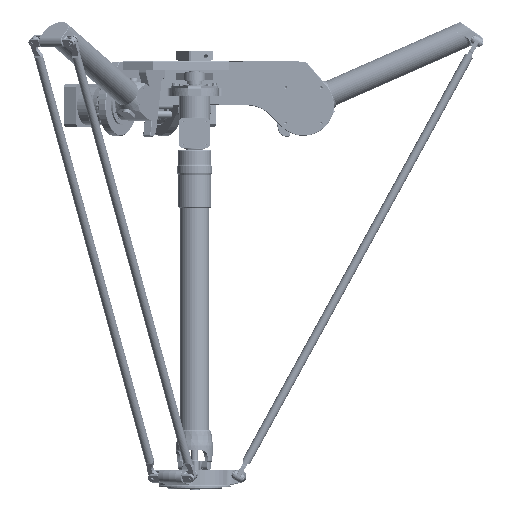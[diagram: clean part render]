
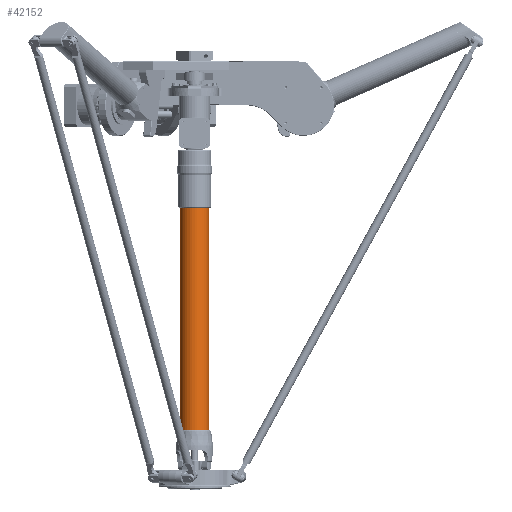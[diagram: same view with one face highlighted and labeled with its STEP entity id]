
A CAD part, front view. The second image highlights one B-rep face of the part: STEP entity #42152.
In plain terms, the highlighted cylindrical face has radius 33.5 mm (diameter 67 mm), a full revolution.
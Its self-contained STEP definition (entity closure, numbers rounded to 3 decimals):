
#1484=CYLINDRICAL_SURFACE('',#46890,33.5);
#2341=FACE_BOUND('',#10597,.T.);
#4235=CIRCLE('',#46796,33.5);
#4268=CIRCLE('',#46878,33.5);
#7151=FACE_OUTER_BOUND('',#10596,.T.);
#10596=EDGE_LOOP('',(#37378));
#10597=EDGE_LOOP('',(#37379));
#20711=VERTEX_POINT('',#81408);
#20782=VERTEX_POINT('',#81765);
#26207=EDGE_CURVE('',#20711,#20711,#4235,.T.);
#26312=EDGE_CURVE('',#20782,#20782,#4268,.T.);
#37378=ORIENTED_EDGE('',*,*,#26207,.F.);
#37379=ORIENTED_EDGE('',*,*,#26312,.T.);
#42152=ADVANCED_FACE('',(#7151,#2341),#1484,.T.);
#46796=AXIS2_PLACEMENT_3D('',#81409,#58814,#58815);
#46878=AXIS2_PLACEMENT_3D('',#81766,#59030,#59031);
#46890=AXIS2_PLACEMENT_3D('',#81782,#59054,#59055);
#58814=DIRECTION('center_axis',(0.,-1.,0.));
#58815=DIRECTION('ref_axis',(1.,0.,0.));
#59030=DIRECTION('center_axis',(0.,-1.,0.));
#59031=DIRECTION('ref_axis',(1.,0.,0.));
#59054=DIRECTION('center_axis',(0.,-1.,0.));
#59055=DIRECTION('ref_axis',(1.,0.,0.));
#81408=CARTESIAN_POINT('',(33.5,0.,0.));
#81409=CARTESIAN_POINT('Origin',(0.,0.,0.));
#81765=CARTESIAN_POINT('',(33.5,510.,0.));
#81766=CARTESIAN_POINT('Origin',(0.,510.,0.));
#81782=CARTESIAN_POINT('Origin',(0.,255.,0.));
